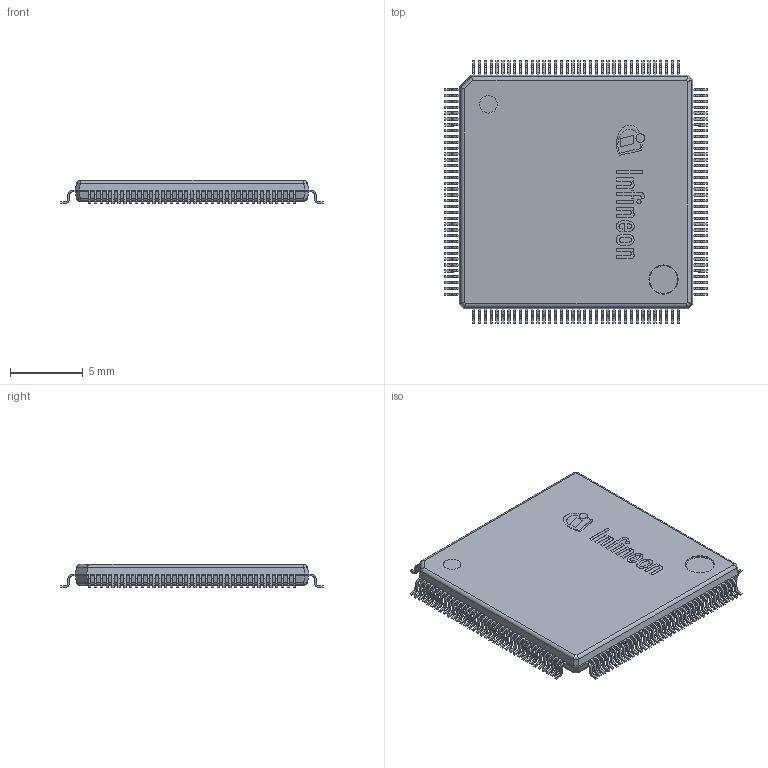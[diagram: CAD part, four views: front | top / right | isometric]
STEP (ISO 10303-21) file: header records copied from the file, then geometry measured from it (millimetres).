
FILE_DESCRIPTION(/* description */ (''),/* implementation_level */ '2;1');
FILE_NAME(/* name */ 'PG-LQFP-144-30_002-41421_V00_3D.stp',/* time_stamp */ '2025-12-04T19:05:19+05:30',/* author */ ('sivamani'),/* organization */ (''),/* preprocessor_version */ 'ST-DEVELOPER v19.2',/* originating_system */ 'AutoCAD Mechanical',/* authorisation */ '');
FILE_SCHEMA (('AUTOMOTIVE_DESIGN { 1 0 10303 214 3 1 1 }'));
Products named in the file (1): Product
Bounding box: 18 x 18 x 1.61 mm (x, y, z)
Volume: 363.2 mm3; surface area: 1875.5 mm2
Topology: 161 solids, 161 shells, 2448 faces, 6298 edges, 4181 vertices
Faces by surface type: plane 1734, cylinder 683, bspline 18, torus 13
Full cylindrical faces by diameter (mm): 0.29 x1, 0.597 x1, 1.2 x2, 1.5 x4, 2 x1
Entity records: 74192 total; most frequent: CARTESIAN_POINT 13298, ORIENTED_EDGE 12596, DIRECTION 12484, EDGE_CURVE 6298, LINE 4902, VECTOR 4902, VERTEX_POINT 4181, AXIS2_PLACEMENT_3D 3791
